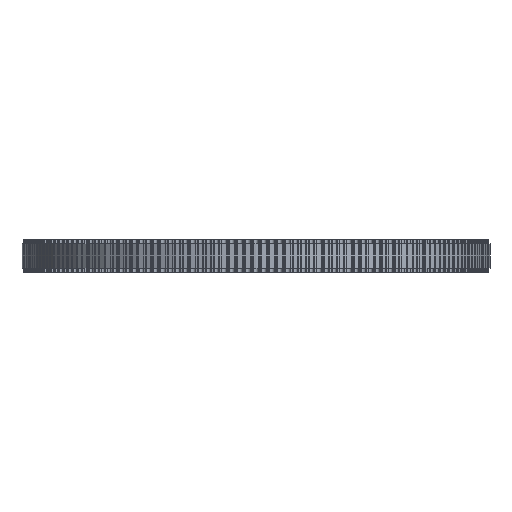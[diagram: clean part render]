
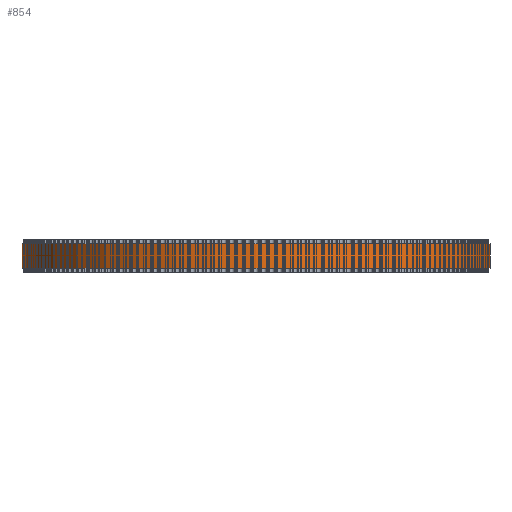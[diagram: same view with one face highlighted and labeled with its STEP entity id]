
A CAD part, front view. The second image highlights one B-rep face of the part: STEP entity #854.
In plain terms, the highlighted cylindrical face has radius 58.251 mm (diameter 116.501 mm), a full revolution.
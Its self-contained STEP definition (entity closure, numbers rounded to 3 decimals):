
#97=FACE_BOUND('',#3056,.T.);
#98=FACE_BOUND('',#3057,.T.);
#854=ADVANCED_FACE('',(#97,#98),#1587,.T.);
#1587=CYLINDRICAL_SURFACE('',#16247,58.251);
#3056=EDGE_LOOP('',(#8914));
#3057=EDGE_LOOP('',(#8915));
#8914=ORIENTED_EDGE('',*,*,#12578,.T.);
#8915=ORIENTED_EDGE('',*,*,#12579,.T.);
#10380=VERTEX_POINT('',#25780);
#10381=VERTEX_POINT('',#25782);
#12578=EDGE_CURVE('',#10380,#10380,#14044,.T.);
#12579=EDGE_CURVE('',#10381,#10381,#14045,.T.);
#14044=CIRCLE('',#16245,58.251);
#14045=CIRCLE('',#16246,58.251);
#16245=AXIS2_PLACEMENT_3D('',#25779,#21378,#21379);
#16246=AXIS2_PLACEMENT_3D('',#25781,#21380,#21381);
#16247=AXIS2_PLACEMENT_3D('',#25783,#21382,#21383);
#21378=DIRECTION('',(0.,0.,1.));
#21379=DIRECTION('',(1.,0.,0.));
#21380=DIRECTION('',(0.,0.,-1.));
#21381=DIRECTION('',(1.,0.,0.));
#21382=DIRECTION('',(0.,0.,1.));
#21383=DIRECTION('',(1.,0.,0.));
#25779=CARTESIAN_POINT('',(0.,0.,1.));
#25780=CARTESIAN_POINT('',(58.251,0.,1.));
#25781=CARTESIAN_POINT('',(0.,0.,7.));
#25782=CARTESIAN_POINT('',(58.251,0.,7.));
#25783=CARTESIAN_POINT('',(0.,0.,1.));
